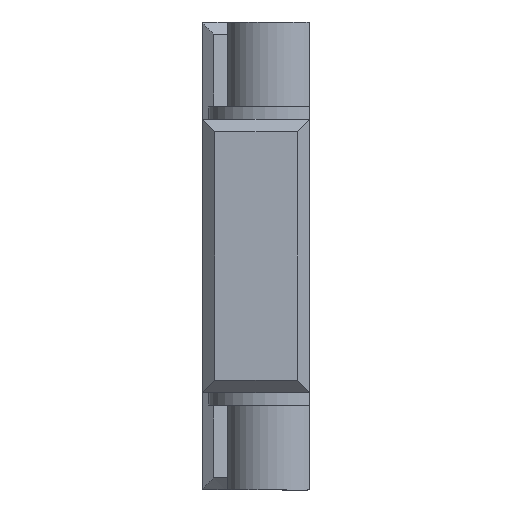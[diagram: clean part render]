
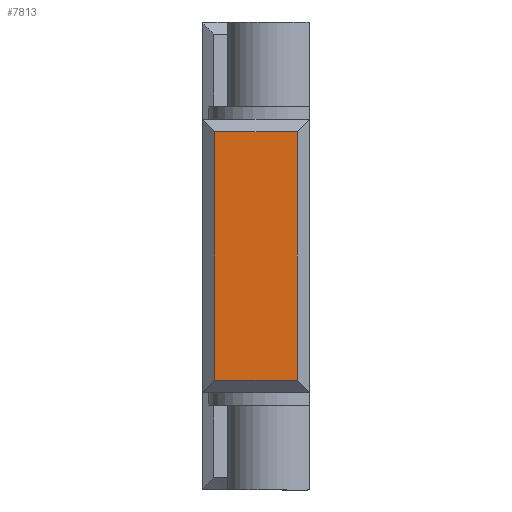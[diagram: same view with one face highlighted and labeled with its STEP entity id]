
A CAD part, left-side view. The second image highlights one B-rep face of the part: STEP entity #7813.
In plain terms, the highlighted planar face has unit normal (-1, 0, 0).
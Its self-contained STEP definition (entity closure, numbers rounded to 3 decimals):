
#44 = PLANE('',#45);
#45 = AXIS2_PLACEMENT_3D('',#46,#47,#48);
#46 = CARTESIAN_POINT('',(-50.5,17.,10.6));
#47 = DIRECTION('',(0.707,0.,-0.707)
  );
#48 = DIRECTION('',(0.,-1.,0.));
#349 = VERTEX_POINT('',#350);
#350 = CARTESIAN_POINT('',(-51.,16.,10.1));
#364 = PLANE('',#365);
#365 = AXIS2_PLACEMENT_3D('',#366,#367,#368);
#366 = CARTESIAN_POINT('',(-50.478,16.522,
    0.));
#367 = DIRECTION('',(-0.707,0.707,0.)
  );
#368 = DIRECTION('',(-0.707,-0.707,0.));
#378 = VERTEX_POINT('',#379);
#379 = CARTESIAN_POINT('',(-51.,9.333,10.1));
#393 = PLANE('',#394);
#394 = AXIS2_PLACEMENT_3D('',#395,#396,#397);
#395 = CARTESIAN_POINT('',(-50.478,8.812,
    0.));
#396 = DIRECTION('',(-0.707,-0.707,0.)
  );
#397 = DIRECTION('',(-0.707,0.707,0.));
#405 = EDGE_CURVE('',#349,#378,#406,.T.);
#406 = SURFACE_CURVE('',#407,(#411,#418),.PCURVE_S1.);
#407 = LINE('',#408,#409);
#408 = CARTESIAN_POINT('',(-51.,17.,10.1));
#409 = VECTOR('',#410,1.);
#410 = DIRECTION('',(0.,-1.,0.));
#411 = PCURVE('',#44,#412);
#412 = DEFINITIONAL_REPRESENTATION('',(#413),#417);
#413 = LINE('',#414,#415);
#414 = CARTESIAN_POINT('',(0.,0.707));
#415 = VECTOR('',#416,1.);
#416 = DIRECTION('',(1.,0.));
#417 = ( GEOMETRIC_REPRESENTATION_CONTEXT(2) 
PARAMETRIC_REPRESENTATION_CONTEXT() REPRESENTATION_CONTEXT('2D SPACE',''
  ) );
#418 = PCURVE('',#419,#424);
#419 = PLANE('',#420);
#420 = AXIS2_PLACEMENT_3D('',#421,#422,#423);
#421 = CARTESIAN_POINT('',(-51.,12.667,0.));
#422 = DIRECTION('',(-1.,0.,0.));
#423 = DIRECTION('',(0.,-1.,0.));
#424 = DEFINITIONAL_REPRESENTATION('',(#425),#429);
#425 = LINE('',#426,#427);
#426 = CARTESIAN_POINT('',(-4.333,10.1));
#427 = VECTOR('',#428,1.);
#428 = DIRECTION('',(1.,0.));
#429 = ( GEOMETRIC_REPRESENTATION_CONTEXT(2) 
PARAMETRIC_REPRESENTATION_CONTEXT() REPRESENTATION_CONTEXT('2D SPACE',''
  ) );
#2835 = PLANE('',#2836);
#2836 = AXIS2_PLACEMENT_3D('',#2837,#2838,#2839);
#2837 = CARTESIAN_POINT('',(-50.5,17.,-10.6));
#2838 = DIRECTION('',(0.707,0.,0.707)
  );
#2839 = DIRECTION('',(0.,1.,0.));
#3043 = VERTEX_POINT('',#3044);
#3044 = CARTESIAN_POINT('',(-51.,16.,-10.1));
#3067 = VERTEX_POINT('',#3068);
#3068 = CARTESIAN_POINT('',(-51.,9.333,-10.1));
#3089 = EDGE_CURVE('',#3043,#3067,#3090,.T.);
#3090 = SURFACE_CURVE('',#3091,(#3095,#3102),.PCURVE_S1.);
#3091 = LINE('',#3092,#3093);
#3092 = CARTESIAN_POINT('',(-51.,17.,-10.1));
#3093 = VECTOR('',#3094,1.);
#3094 = DIRECTION('',(-0.,-1.,0.));
#3095 = PCURVE('',#2835,#3096);
#3096 = DEFINITIONAL_REPRESENTATION('',(#3097),#3101);
#3097 = LINE('',#3098,#3099);
#3098 = CARTESIAN_POINT('',(0.,0.707));
#3099 = VECTOR('',#3100,1.);
#3100 = DIRECTION('',(-1.,0.));
#3101 = ( GEOMETRIC_REPRESENTATION_CONTEXT(2) 
PARAMETRIC_REPRESENTATION_CONTEXT() REPRESENTATION_CONTEXT('2D SPACE',''
  ) );
#3102 = PCURVE('',#419,#3103);
#3103 = DEFINITIONAL_REPRESENTATION('',(#3104),#3108);
#3104 = LINE('',#3105,#3106);
#3105 = CARTESIAN_POINT('',(-4.333,-10.1));
#3106 = VECTOR('',#3107,1.);
#3107 = DIRECTION('',(1.,0.));
#3108 = ( GEOMETRIC_REPRESENTATION_CONTEXT(2) 
PARAMETRIC_REPRESENTATION_CONTEXT() REPRESENTATION_CONTEXT('2D SPACE',''
  ) );
#7682 = EDGE_CURVE('',#3067,#378,#7683,.T.);
#7683 = SURFACE_CURVE('',#7684,(#7688,#7695),.PCURVE_S1.);
#7684 = LINE('',#7685,#7686);
#7685 = CARTESIAN_POINT('',(-51.,9.333,0.));
#7686 = VECTOR('',#7687,1.);
#7687 = DIRECTION('',(0.,0.,1.));
#7688 = PCURVE('',#393,#7689);
#7689 = DEFINITIONAL_REPRESENTATION('',(#7690),#7694);
#7690 = LINE('',#7691,#7692);
#7691 = CARTESIAN_POINT('',(0.738,0.));
#7692 = VECTOR('',#7693,1.);
#7693 = DIRECTION('',(0.,-1.));
#7694 = ( GEOMETRIC_REPRESENTATION_CONTEXT(2) 
PARAMETRIC_REPRESENTATION_CONTEXT() REPRESENTATION_CONTEXT('2D SPACE',''
  ) );
#7695 = PCURVE('',#419,#7696);
#7696 = DEFINITIONAL_REPRESENTATION('',(#7697),#7701);
#7697 = LINE('',#7698,#7699);
#7698 = CARTESIAN_POINT('',(3.333,0.));
#7699 = VECTOR('',#7700,1.);
#7700 = DIRECTION('',(0.,1.));
#7701 = ( GEOMETRIC_REPRESENTATION_CONTEXT(2) 
PARAMETRIC_REPRESENTATION_CONTEXT() REPRESENTATION_CONTEXT('2D SPACE',''
  ) );
#7813 = ADVANCED_FACE('',(#7814),#419,.T.);
#7814 = FACE_BOUND('',#7815,.T.);
#7815 = EDGE_LOOP('',(#7816,#7817,#7818,#7839));
#7816 = ORIENTED_EDGE('',*,*,#7682,.T.);
#7817 = ORIENTED_EDGE('',*,*,#405,.F.);
#7818 = ORIENTED_EDGE('',*,*,#7819,.F.);
#7819 = EDGE_CURVE('',#3043,#349,#7820,.T.);
#7820 = SURFACE_CURVE('',#7821,(#7825,#7832),.PCURVE_S1.);
#7821 = LINE('',#7822,#7823);
#7822 = CARTESIAN_POINT('',(-51.,16.,0.));
#7823 = VECTOR('',#7824,1.);
#7824 = DIRECTION('',(0.,0.,1.));
#7825 = PCURVE('',#419,#7826);
#7826 = DEFINITIONAL_REPRESENTATION('',(#7827),#7831);
#7827 = LINE('',#7828,#7829);
#7828 = CARTESIAN_POINT('',(-3.333,0.));
#7829 = VECTOR('',#7830,1.);
#7830 = DIRECTION('',(0.,1.));
#7831 = ( GEOMETRIC_REPRESENTATION_CONTEXT(2) 
PARAMETRIC_REPRESENTATION_CONTEXT() REPRESENTATION_CONTEXT('2D SPACE',''
  ) );
#7832 = PCURVE('',#364,#7833);
#7833 = DEFINITIONAL_REPRESENTATION('',(#7834),#7838);
#7834 = LINE('',#7835,#7836);
#7835 = CARTESIAN_POINT('',(0.738,0.));
#7836 = VECTOR('',#7837,1.);
#7837 = DIRECTION('',(0.,1.));
#7838 = ( GEOMETRIC_REPRESENTATION_CONTEXT(2) 
PARAMETRIC_REPRESENTATION_CONTEXT() REPRESENTATION_CONTEXT('2D SPACE',''
  ) );
#7839 = ORIENTED_EDGE('',*,*,#3089,.T.);
